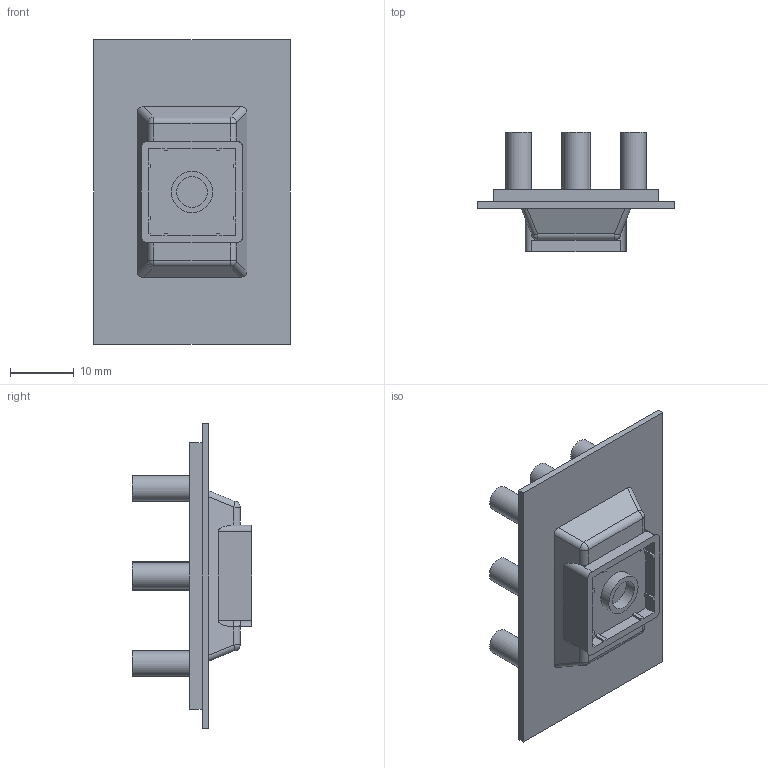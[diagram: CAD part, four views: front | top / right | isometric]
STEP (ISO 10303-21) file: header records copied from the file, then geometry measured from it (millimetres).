
FILE_DESCRIPTION(/* description */ (''),/* implementation_level */ '2;1');
FILE_NAME(/* name */ 'Zbutt-1-5u-stem-cavity.step',/* time_stamp */ '2019-01-18T20:06:36-05:00',/* author */ (''),/* organization */ (''),/* preprocessor_version */ 'ST-DEVELOPER v17.2',/* originating_system */ 'Autodesk Translation Framework v7.6.0.251',/* authorisation */ '');
FILE_SCHEMA (('AUTOMOTIVE_DESIGN { 1 0 10303 214 3 1 1 }'));
Length unit declared in the file: millimetre
Products named in the file (1): FusionComponent
Bounding box: 31 x 18.8 x 48 mm (x, y, z)
Volume: 4650.8 mm3; surface area: 5687.6 mm2
Topology: 1 solids, 1 shells, 163 faces, 425 edges, 271 vertices
Faces by surface type: plane 114, cylinder 45, sphere 4
Full cylindrical faces by diameter (mm): 1.461 x1, 1.464 x1, 1.469 x1, 4 x6, 4.04 x2, 4.8 x1, 5.8 x1, 6.5 x1
Entity records: 5063 total; most frequent: CARTESIAN_POINT 956, DIRECTION 852, ORIENTED_EDGE 850, EDGE_CURVE 425, LINE 310, VECTOR 310, VERTEX_POINT 271, AXIS2_PLACEMENT_3D 271
